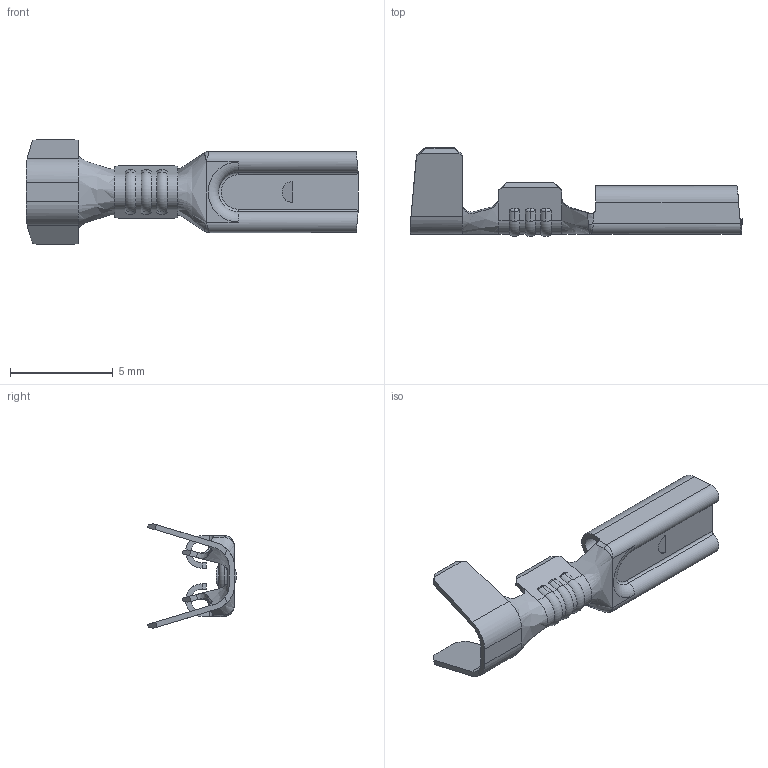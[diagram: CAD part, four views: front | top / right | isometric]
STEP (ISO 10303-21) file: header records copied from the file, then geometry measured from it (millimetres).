
FILE_DESCRIPTION (( 'STEP AP203' ), '1' );
FILE_NAME ('07319.STEP', '2015-02-17T15:35:56', ( '' ), ( '' ), 'SwSTEP 2.0', 'SolidWorks 2014', '' );
FILE_SCHEMA (( 'CONFIG_CONTROL_DESIGN' ));
Length unit declared in the file: inch
Products named in the file (1): 07319
Bounding box: 16.13 x 4.32 x 5.08 mm (x, y, z)
Volume: 34 mm3; surface area: 290.5 mm2
Topology: 1 solids, 1 shells, 181 faces, 475 edges, 296 vertices
Faces by surface type: plane 84, cylinder 44, bspline 28, torus 19, cone 6
Entity records: 6968 total; most frequent: CARTESIAN_POINT 2717, ORIENTED_EDGE 946, DIRECTION 763, EDGE_CURVE 473, VERTEX_POINT 296, LINE 259, VECTOR 259, AXIS2_PLACEMENT_3D 252
